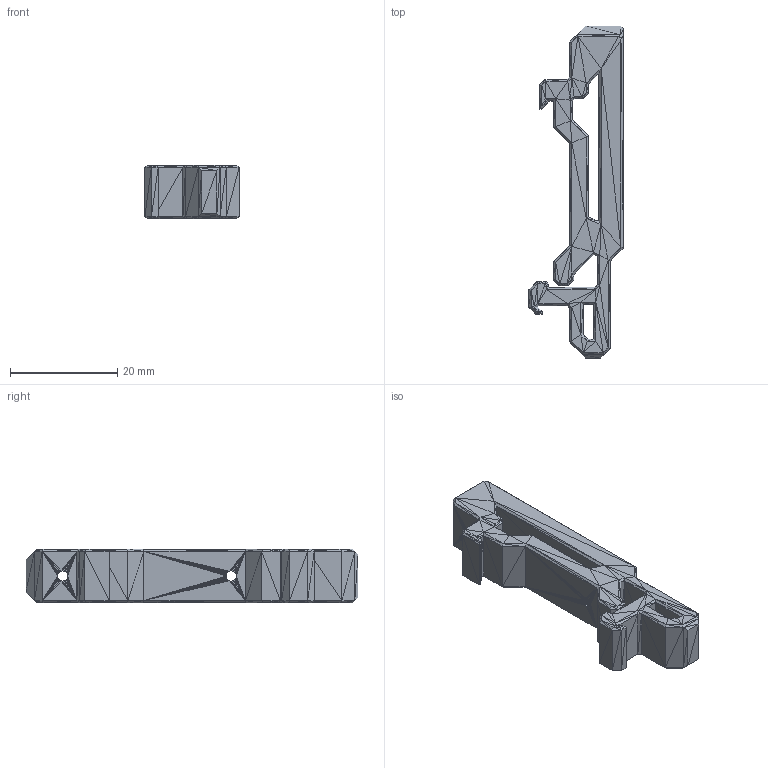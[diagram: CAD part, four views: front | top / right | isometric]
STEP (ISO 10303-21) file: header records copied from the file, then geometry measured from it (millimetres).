
FILE_DESCRIPTION (( 'STEP AP214' ), '1' );
FILE_NAME ('din-clip.STEP', '2022-06-09T16:18:33', ( '' ), ( '' ), 'SwSTEP 2.0', 'SolidWorks 2021', '' );
FILE_SCHEMA (( 'AUTOMOTIVE_DESIGN' ));
Length unit declared in the file: millimetre
Products named in the file (1): din-clip
Bounding box: 17.6 x 62 x 10 mm (x, y, z)
Volume: 5405.7 mm3; surface area: 3741.8 mm2
Topology: 1 solids, 1 shells, 1308 faces, 1962 edges, 648 vertices
Faces by surface type: plane 1308
Entity records: 25536 total; most frequent: DIRECTION 4580, ORIENTED_EDGE 3924, CARTESIAN_POINT 3919, VECTOR 1962, EDGE_CURVE 1962, LINE 1962, AXIS2_PLACEMENT_3D 1309, ADVANCED_FACE 1308
